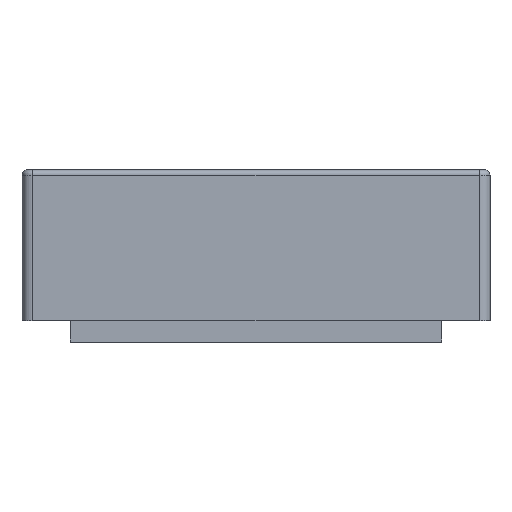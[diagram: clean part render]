
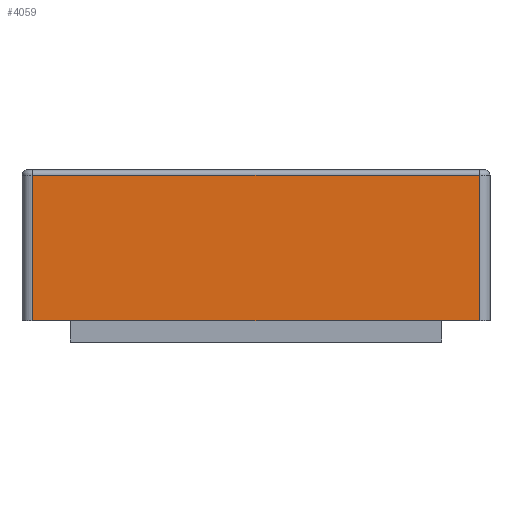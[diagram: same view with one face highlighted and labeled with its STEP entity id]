
A CAD part, front view. The second image highlights one B-rep face of the part: STEP entity #4059.
In plain terms, the highlighted planar face has unit normal (0, -1, 0).
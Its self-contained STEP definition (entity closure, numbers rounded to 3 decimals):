
#1381 = PLANE('',#1382);
#1382 = AXIS2_PLACEMENT_3D('',#1383,#1384,#1385);
#1383 = CARTESIAN_POINT('',(0.,0.,2.));
#1384 = DIRECTION('',(0.,0.,1.));
#1385 = DIRECTION('',(1.,0.,0.));
#2140 = CYLINDRICAL_SURFACE('',#2141,1.);
#2141 = AXIS2_PLACEMENT_3D('',#2142,#2143,#2144);
#2142 = CARTESIAN_POINT('',(20.75,-25.75,2.));
#2143 = DIRECTION('',(0.,0.,1.));
#2144 = DIRECTION('',(1.,0.,0.));
#2982 = VERTEX_POINT('',#2983);
#2983 = CARTESIAN_POINT('',(-20.75,-26.75,2.));
#3002 = CYLINDRICAL_SURFACE('',#3003,1.);
#3003 = AXIS2_PLACEMENT_3D('',#3004,#3005,#3006);
#3004 = CARTESIAN_POINT('',(-20.75,-25.75,2.));
#3005 = DIRECTION('',(0.,0.,1.));
#3006 = DIRECTION('',(0.,-1.,0.));
#3014 = EDGE_CURVE('',#2982,#3015,#3017,.T.);
#3015 = VERTEX_POINT('',#3016);
#3016 = CARTESIAN_POINT('',(20.75,-26.75,2.));
#3017 = SURFACE_CURVE('',#3018,(#3022,#3029),.PCURVE_S1.);
#3018 = LINE('',#3019,#3020);
#3019 = CARTESIAN_POINT('',(-21.75,-26.75,2.));
#3020 = VECTOR('',#3021,1.);
#3021 = DIRECTION('',(1.,0.,0.));
#3022 = PCURVE('',#1381,#3023);
#3023 = DEFINITIONAL_REPRESENTATION('',(#3024),#3028);
#3024 = LINE('',#3025,#3026);
#3025 = CARTESIAN_POINT('',(-21.75,-26.75));
#3026 = VECTOR('',#3027,1.);
#3027 = DIRECTION('',(1.,0.));
#3028 = ( GEOMETRIC_REPRESENTATION_CONTEXT(2) 
PARAMETRIC_REPRESENTATION_CONTEXT() REPRESENTATION_CONTEXT('2D SPACE',''
  ) );
#3029 = PCURVE('',#3030,#3035);
#3030 = PLANE('',#3031);
#3031 = AXIS2_PLACEMENT_3D('',#3032,#3033,#3034);
#3032 = CARTESIAN_POINT('',(21.75,-26.75,0.));
#3033 = DIRECTION('',(0.,-1.,0.));
#3034 = DIRECTION('',(-1.,0.,0.));
#3035 = DEFINITIONAL_REPRESENTATION('',(#3036),#3040);
#3036 = LINE('',#3037,#3038);
#3037 = CARTESIAN_POINT('',(43.5,-2.));
#3038 = VECTOR('',#3039,1.);
#3039 = DIRECTION('',(-1.,-0.));
#3040 = ( GEOMETRIC_REPRESENTATION_CONTEXT(2) 
PARAMETRIC_REPRESENTATION_CONTEXT() REPRESENTATION_CONTEXT('2D SPACE',''
  ) );
#3652 = EDGE_CURVE('',#3015,#3653,#3655,.T.);
#3653 = VERTEX_POINT('',#3654);
#3654 = CARTESIAN_POINT('',(20.75,-26.75,15.5));
#3655 = SURFACE_CURVE('',#3656,(#3660,#3667),.PCURVE_S1.);
#3656 = LINE('',#3657,#3658);
#3657 = CARTESIAN_POINT('',(20.75,-26.75,2.));
#3658 = VECTOR('',#3659,1.);
#3659 = DIRECTION('',(0.,0.,1.));
#3660 = PCURVE('',#2140,#3661);
#3661 = DEFINITIONAL_REPRESENTATION('',(#3662),#3666);
#3662 = LINE('',#3663,#3664);
#3663 = CARTESIAN_POINT('',(-1.571,0.));
#3664 = VECTOR('',#3665,1.);
#3665 = DIRECTION('',(-0.,1.));
#3666 = ( GEOMETRIC_REPRESENTATION_CONTEXT(2) 
PARAMETRIC_REPRESENTATION_CONTEXT() REPRESENTATION_CONTEXT('2D SPACE',''
  ) );
#3667 = PCURVE('',#3030,#3668);
#3668 = DEFINITIONAL_REPRESENTATION('',(#3669),#3673);
#3669 = LINE('',#3670,#3671);
#3670 = CARTESIAN_POINT('',(1.,-2.));
#3671 = VECTOR('',#3672,1.);
#3672 = DIRECTION('',(0.,-1.));
#3673 = ( GEOMETRIC_REPRESENTATION_CONTEXT(2) 
PARAMETRIC_REPRESENTATION_CONTEXT() REPRESENTATION_CONTEXT('2D SPACE',''
  ) );
#4059 = ADVANCED_FACE('',(#4060),#3030,.T.);
#4060 = FACE_BOUND('',#4061,.T.);
#4061 = EDGE_LOOP('',(#4062,#4085,#4086,#4087));
#4062 = ORIENTED_EDGE('',*,*,#4063,.F.);
#4063 = EDGE_CURVE('',#2982,#4064,#4066,.T.);
#4064 = VERTEX_POINT('',#4065);
#4065 = CARTESIAN_POINT('',(-20.75,-26.75,15.5));
#4066 = SURFACE_CURVE('',#4067,(#4071,#4078),.PCURVE_S1.);
#4067 = LINE('',#4068,#4069);
#4068 = CARTESIAN_POINT('',(-20.75,-26.75,2.));
#4069 = VECTOR('',#4070,1.);
#4070 = DIRECTION('',(0.,0.,1.));
#4071 = PCURVE('',#3030,#4072);
#4072 = DEFINITIONAL_REPRESENTATION('',(#4073),#4077);
#4073 = LINE('',#4074,#4075);
#4074 = CARTESIAN_POINT('',(42.5,-2.));
#4075 = VECTOR('',#4076,1.);
#4076 = DIRECTION('',(0.,-1.));
#4077 = ( GEOMETRIC_REPRESENTATION_CONTEXT(2) 
PARAMETRIC_REPRESENTATION_CONTEXT() REPRESENTATION_CONTEXT('2D SPACE',''
  ) );
#4078 = PCURVE('',#3002,#4079);
#4079 = DEFINITIONAL_REPRESENTATION('',(#4080),#4084);
#4080 = LINE('',#4081,#4082);
#4081 = CARTESIAN_POINT('',(-0.,0.));
#4082 = VECTOR('',#4083,1.);
#4083 = DIRECTION('',(-0.,1.));
#4084 = ( GEOMETRIC_REPRESENTATION_CONTEXT(2) 
PARAMETRIC_REPRESENTATION_CONTEXT() REPRESENTATION_CONTEXT('2D SPACE',''
  ) );
#4085 = ORIENTED_EDGE('',*,*,#3014,.T.);
#4086 = ORIENTED_EDGE('',*,*,#3652,.T.);
#4087 = ORIENTED_EDGE('',*,*,#4088,.T.);
#4088 = EDGE_CURVE('',#3653,#4064,#4089,.T.);
#4089 = SURFACE_CURVE('',#4090,(#4094,#4101),.PCURVE_S1.);
#4090 = LINE('',#4091,#4092);
#4091 = CARTESIAN_POINT('',(20.75,-26.75,15.5));
#4092 = VECTOR('',#4093,1.);
#4093 = DIRECTION('',(-1.,0.,0.));
#4094 = PCURVE('',#3030,#4095);
#4095 = DEFINITIONAL_REPRESENTATION('',(#4096),#4100);
#4096 = LINE('',#4097,#4098);
#4097 = CARTESIAN_POINT('',(1.,-15.5));
#4098 = VECTOR('',#4099,1.);
#4099 = DIRECTION('',(1.,0.));
#4100 = ( GEOMETRIC_REPRESENTATION_CONTEXT(2) 
PARAMETRIC_REPRESENTATION_CONTEXT() REPRESENTATION_CONTEXT('2D SPACE',''
  ) );
#4101 = PCURVE('',#4102,#4107);
#4102 = CYLINDRICAL_SURFACE('',#4103,0.5);
#4103 = AXIS2_PLACEMENT_3D('',#4104,#4105,#4106);
#4104 = CARTESIAN_POINT('',(20.75,-26.25,15.5));
#4105 = DIRECTION('',(-1.,0.,0.));
#4106 = DIRECTION('',(0.,-1.,0.));
#4107 = DEFINITIONAL_REPRESENTATION('',(#4108),#4112);
#4108 = LINE('',#4109,#4110);
#4109 = CARTESIAN_POINT('',(0.,0.));
#4110 = VECTOR('',#4111,1.);
#4111 = DIRECTION('',(0.,1.));
#4112 = ( GEOMETRIC_REPRESENTATION_CONTEXT(2) 
PARAMETRIC_REPRESENTATION_CONTEXT() REPRESENTATION_CONTEXT('2D SPACE',''
  ) );
